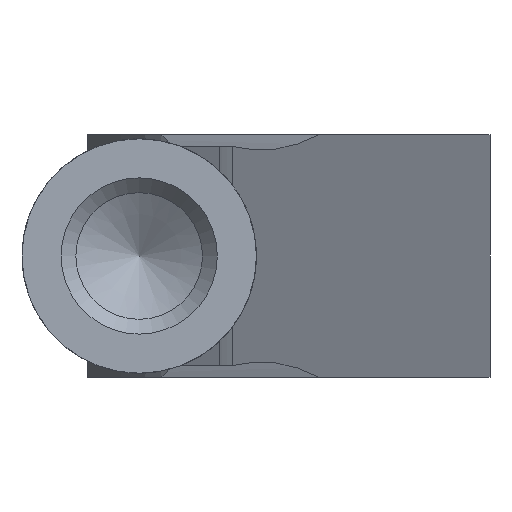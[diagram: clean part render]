
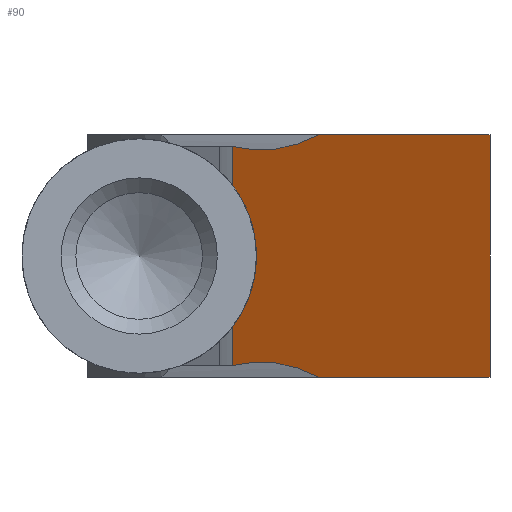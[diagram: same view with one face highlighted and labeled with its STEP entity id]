
A CAD part, left-side view. The second image highlights one B-rep face of the part: STEP entity #90.
In plain terms, the highlighted planar face has unit normal (-0.164, -0.987, 0).
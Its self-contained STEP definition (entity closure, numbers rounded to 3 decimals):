
#90 = ADVANCED_FACE( '', ( #139 ), #140, .T. );
#139 = FACE_OUTER_BOUND( '', #208, .T. );
#140 = PLANE( '', #209 );
#208 = EDGE_LOOP( '', ( #386, #387, #388, #389, #390, #391, #392, #393 ) );
#209 = AXIS2_PLACEMENT_3D( '', #394, #395, #396 );
#386 = ORIENTED_EDGE( '', *, *, #573, .T. );
#387 = ORIENTED_EDGE( '', *, *, #517, .F. );
#388 = ORIENTED_EDGE( '', *, *, #514, .F. );
#389 = ORIENTED_EDGE( '', *, *, #574, .T. );
#390 = ORIENTED_EDGE( '', *, *, #575, .T. );
#391 = ORIENTED_EDGE( '', *, *, #576, .F. );
#392 = ORIENTED_EDGE( '', *, *, #577, .F. );
#393 = ORIENTED_EDGE( '', *, *, #533, .F. );
#394 = CARTESIAN_POINT( '', ( 124.498, -8.982, 13. ) );
#395 = DIRECTION( '', ( -0.164, -0.986, 0. ) );
#396 = DIRECTION( '', ( 0.986, -0.164, 0. ) );
#514 = EDGE_CURVE( '', #602, #604, #605, .T. );
#517 = EDGE_CURVE( '', #604, #609, #610, .T. );
#533 = EDGE_CURVE( '', #638, #640, #641, .T. );
#573 = EDGE_CURVE( '', #638, #609, #706, .T. );
#574 = EDGE_CURVE( '', #602, #707, #708, .T. );
#575 = EDGE_CURVE( '', #707, #709, #710, .T. );
#576 = EDGE_CURVE( '', #711, #709, #712, .T. );
#577 = EDGE_CURVE( '', #640, #711, #713, .T. );
#602 = VERTEX_POINT( '', #752 );
#604 = VERTEX_POINT( '', #755 );
#605 = ELLIPSE( '', #756, 101.37, 100. );
#609 = VERTEX_POINT( '', #761 );
#610 = LINE( '', #762, #763 );
#638 = VERTEX_POINT( '', #801 );
#640 = VERTEX_POINT( '', #803 );
#641 = LINE( '', #804, #805 );
#706 = LINE( '', #972, #973 );
#707 = VERTEX_POINT( '', #974 );
#708 = LINE( '', #975, #976 );
#709 = VERTEX_POINT( '', #977 );
#710 = LINE( '', #978, #979 );
#711 = VERTEX_POINT( '', #980 );
#712 = LINE( '', #981, #982 );
#713 = ELLIPSE( '', #983, 101.37, 100. );
#752 = CARTESIAN_POINT( '', ( 98., -4.58, -3.1 ) );
#755 = CARTESIAN_POINT( '', ( 85., -2.421, -2.8 ) );
#756 = AXIS2_PLACEMENT_3D( '', #1013, #1014, #1015 );
#761 = CARTESIAN_POINT( '', ( 84.855, -2.397, -2.8 ) );
#762 = CARTESIAN_POINT( '', ( 60.854, 1.59, -2.8 ) );
#763 = VECTOR( '', #1020, 1000. );
#801 = CARTESIAN_POINT( '', ( 84.855, -2.397, 2.8 ) );
#803 = CARTESIAN_POINT( '', ( 85., -2.421, 2.8 ) );
#804 = CARTESIAN_POINT( '', ( 83.606, -2.19, 2.8 ) );
#805 = VECTOR( '', #1046, 1000. );
#972 = CARTESIAN_POINT( '', ( 84.855, -2.397, 13. ) );
#973 = VECTOR( '', #1098, 1000. );
#974 = CARTESIAN_POINT( '', ( 124.492, -8.981, -3.1 ) );
#975 = CARTESIAN_POINT( '', ( 85.793, -2.553, -3.1 ) );
#976 = VECTOR( '', #1099, 1000. );
#977 = CARTESIAN_POINT( '', ( 124.492, -8.981, 3.1 ) );
#978 = CARTESIAN_POINT( '', ( 124.492, -8.981, 3.1 ) );
#979 = VECTOR( '', #1100, 1000. );
#980 = CARTESIAN_POINT( '', ( 98., -4.58, 3.1 ) );
#981 = CARTESIAN_POINT( '', ( 85.793, -2.553, 3.1 ) );
#982 = VECTOR( '', #1101, 1000. );
#983 = AXIS2_PLACEMENT_3D( '', #1102, #1103, #1104 );
#1013 = CARTESIAN_POINT( '', ( 89.198, -3.118, -102.712 ) );
#1014 = DIRECTION( '', ( -0.164, -0.986, 0. ) );
#1015 = DIRECTION( '', ( 0.986, -0.164, 0. ) );
#1020 = DIRECTION( '', ( -0.986, 0.164, 0. ) );
#1046 = DIRECTION( '', ( 0.986, -0.164, 0. ) );
#1098 = DIRECTION( '', ( 0., 0., -1. ) );
#1099 = DIRECTION( '', ( 0.986, -0.164, 0. ) );
#1100 = DIRECTION( '', ( 0., 0., 1. ) );
#1101 = DIRECTION( '', ( 0.986, -0.164, 0. ) );
#1102 = CARTESIAN_POINT( '', ( 89.198, -3.118, 102.712 ) );
#1103 = DIRECTION( '', ( -0.164, -0.986, 0. ) );
#1104 = DIRECTION( '', ( 0.986, -0.164, 0. ) );
